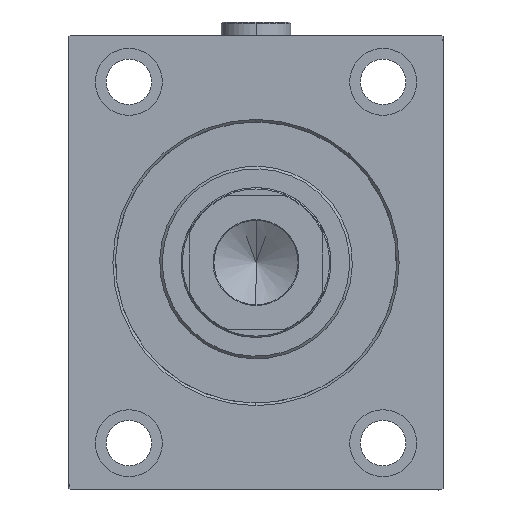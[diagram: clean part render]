
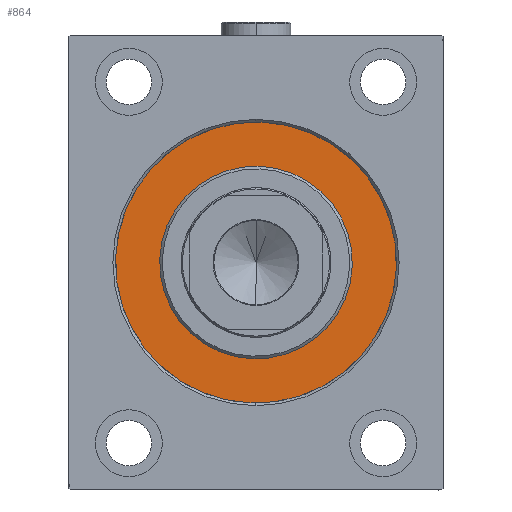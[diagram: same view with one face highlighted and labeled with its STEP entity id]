
A CAD part, left-side view. The second image highlights one B-rep face of the part: STEP entity #864.
In plain terms, the highlighted face is planar.
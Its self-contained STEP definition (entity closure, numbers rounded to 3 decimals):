
#42 = VERTEX_POINT ( 'NONE', #12096 ) ;
#355 = AXIS2_PLACEMENT_3D ( 'NONE', #5664, #37012, #26263 ) ;
#864 = ADVANCED_FACE ( 'NONE', ( #36969, #23467 ), #41293, .F. ) ;
#3091 = DIRECTION ( 'NONE',  ( -1., 0., 0. ) ) ;
#3446 = EDGE_CURVE ( 'NONE', #20064, #11137, #33578, .T. ) ;
#5664 = CARTESIAN_POINT ( 'NONE',  ( 0., 0., 0. ) ) ;
#5754 = AXIS2_PLACEMENT_3D ( 'NONE', #13178, #33983, #41068 ) ;
#6015 = DIRECTION ( 'NONE',  ( 1., 0., 0. ) ) ;
#6240 = CARTESIAN_POINT ( 'NONE',  ( 0., 0., 0. ) ) ;
#8018 = AXIS2_PLACEMENT_3D ( 'NONE', #6240, #6015, #26382 ) ;
#8406 = CIRCLE ( 'NONE', #355, 52.5 ) ;
#9204 = DIRECTION ( 'NONE',  ( 0., 0., -1. ) ) ;
#9430 = DIRECTION ( 'NONE',  ( 1., 0., 0. ) ) ;
#9865 = EDGE_LOOP ( 'NONE', ( #15555, #25124 ) ) ;
#11137 = VERTEX_POINT ( 'NONE', #40872 ) ;
#12096 = CARTESIAN_POINT ( 'NONE',  ( 0., 0., 52.5 ) ) ;
#12837 = ORIENTED_EDGE ( 'NONE', *, *, #19798, .F. ) ;
#13178 = CARTESIAN_POINT ( 'NONE',  ( 0., 0., 0. ) ) ;
#15375 = AXIS2_PLACEMENT_3D ( 'NONE', #30698, #9430, #9204 ) ;
#15555 = ORIENTED_EDGE ( 'NONE', *, *, #38373, .F. ) ;
#19219 = ORIENTED_EDGE ( 'NONE', *, *, #40896, .F. ) ;
#19798 = EDGE_CURVE ( 'NONE', #20480, #42, #8406, .T. ) ;
#20064 = VERTEX_POINT ( 'NONE', #36225 ) ;
#20323 = CARTESIAN_POINT ( 'NONE',  ( 0., 0., -52.5 ) ) ;
#20480 = VERTEX_POINT ( 'NONE', #20323 ) ;
#23467 = FACE_OUTER_BOUND ( 'NONE', #30301, .T. ) ;
#25124 = ORIENTED_EDGE ( 'NONE', *, *, #3446, .F. ) ;
#25652 = AXIS2_PLACEMENT_3D ( 'NONE', #41516, #3091, #28237 ) ;
#26263 = DIRECTION ( 'NONE',  ( 0., 0., 1. ) ) ;
#26382 = DIRECTION ( 'NONE',  ( 0., 0., -1. ) ) ;
#28237 = DIRECTION ( 'NONE',  ( 0., 0., 1. ) ) ;
#30301 = EDGE_LOOP ( 'NONE', ( #12837, #19219 ) ) ;
#30698 = CARTESIAN_POINT ( 'NONE',  ( 0., 0., 0. ) ) ;
#32253 = CIRCLE ( 'NONE', #25652, 52.5 ) ;
#33578 = CIRCLE ( 'NONE', #8018, 36. ) ;
#33983 = DIRECTION ( 'NONE',  ( -1., 0., 0. ) ) ;
#35098 = CIRCLE ( 'NONE', #15375, 36. ) ;
#36225 = CARTESIAN_POINT ( 'NONE',  ( 0., 0., -36. ) ) ;
#36969 = FACE_BOUND ( 'NONE', #9865, .T. ) ;
#37012 = DIRECTION ( 'NONE',  ( -1., 0., 0. ) ) ;
#38373 = EDGE_CURVE ( 'NONE', #11137, #20064, #35098, .T. ) ;
#40872 = CARTESIAN_POINT ( 'NONE',  ( 0., 0., 36. ) ) ;
#40896 = EDGE_CURVE ( 'NONE', #42, #20480, #32253, .T. ) ;
#41068 = DIRECTION ( 'NONE',  ( 0., 0., 1. ) ) ;
#41293 = PLANE ( 'NONE',  #5754 ) ;
#41516 = CARTESIAN_POINT ( 'NONE',  ( 0., 0., 0. ) ) ;
